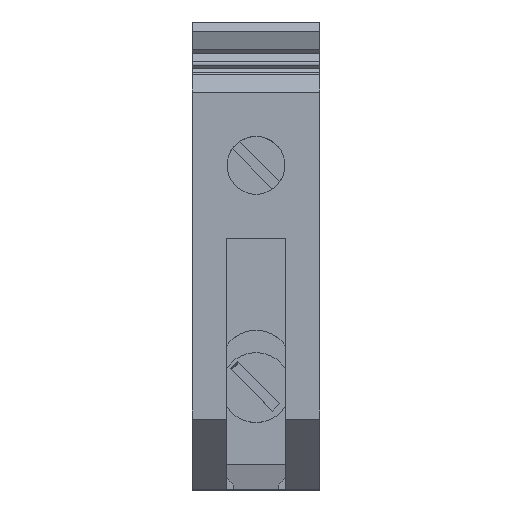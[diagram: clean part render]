
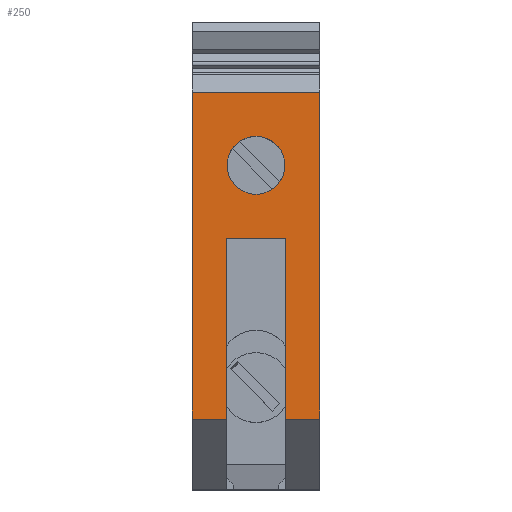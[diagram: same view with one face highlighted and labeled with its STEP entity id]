
A CAD part, top view. The second image highlights one B-rep face of the part: STEP entity #250.
In plain terms, the highlighted planar face has unit normal (0, 0, 1).
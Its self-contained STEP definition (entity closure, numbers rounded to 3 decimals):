
#250=ADVANCED_FACE('',(#613,#614),#615,.T.);
#613=FACE_OUTER_BOUND('',#1090,.T.);
#614=FACE_BOUND('',#1091,.T.);
#615=PLANE('',#1092);
#1090=EDGE_LOOP('',(#1846,#1847,#1848,#1849,#1850,#1851,#1852,#1853));
#1091=EDGE_LOOP('',(#1854,#1855));
#1092=AXIS2_PLACEMENT_3D('',#1856,#1857,#1858);
#1846=ORIENTED_EDGE('',*,*,#3196,.T.);
#1847=ORIENTED_EDGE('',*,*,#3096,.T.);
#1848=ORIENTED_EDGE('',*,*,#3026,.F.);
#1849=ORIENTED_EDGE('',*,*,#3084,.F.);
#1850=ORIENTED_EDGE('',*,*,#3193,.F.);
#1851=ORIENTED_EDGE('',*,*,#3197,.T.);
#1852=ORIENTED_EDGE('',*,*,#3198,.T.);
#1853=ORIENTED_EDGE('',*,*,#3199,.F.);
#1854=ORIENTED_EDGE('',*,*,#3200,.T.);
#1855=ORIENTED_EDGE('',*,*,#3201,.T.);
#1856=CARTESIAN_POINT('',(14.1,32.75,49.8));
#1857=DIRECTION('',(0.,0.,1.0));
#1858=DIRECTION('',(0.,-1.0,0.));
#3026=EDGE_CURVE('',#3673,#3669,#3675,.T.);
#3084=EDGE_CURVE('',#3766,#3673,#3768,.T.);
#3096=EDGE_CURVE('',#3786,#3669,#3787,.T.);
#3193=EDGE_CURVE('',#3959,#3766,#3960,.T.);
#3196=EDGE_CURVE('',#3963,#3786,#3964,.T.);
#3197=EDGE_CURVE('',#3959,#3965,#3966,.T.);
#3198=EDGE_CURVE('',#3965,#3967,#3968,.T.);
#3199=EDGE_CURVE('',#3963,#3967,#3969,.T.);
#3200=EDGE_CURVE('',#3970,#3971,#3972,.T.);
#3201=EDGE_CURVE('',#3971,#3970,#3973,.T.);
#3669=VERTEX_POINT('',#4598);
#3673=VERTEX_POINT('',#4604);
#3675=LINE('',#4607,#4608);
#3766=VERTEX_POINT('',#4738);
#3768=LINE('',#4741,#4742);
#3786=VERTEX_POINT('',#4768);
#3787=LINE('',#4769,#4770);
#3959=VERTEX_POINT('',#5014);
#3960=LINE('',#5015,#5016);
#3963=VERTEX_POINT('',#5020);
#3964=LINE('',#5021,#5022);
#3965=VERTEX_POINT('',#5023);
#3966=LINE('',#5024,#5025);
#3967=VERTEX_POINT('',#5026);
#3968=LINE('',#5027,#5028);
#3969=LINE('',#5029,#5030);
#3970=VERTEX_POINT('',#5031);
#3971=VERTEX_POINT('',#5032);
#3972=CIRCLE('',#5033,3.4);
#3973=CIRCLE('',#5034,3.4);
#4598=CARTESIAN_POINT('',(0.,8.25,49.8));
#4604=CARTESIAN_POINT('',(4.,8.25,49.8));
#4607=CARTESIAN_POINT('',(7.5,8.25,49.8));
#4608=VECTOR('',#5804,1.0);
#4738=CARTESIAN_POINT('',(4.,29.5,49.8));
#4741=CARTESIAN_POINT('',(4.,-34.597,49.8));
#4742=VECTOR('',#5860,1.0);
#4768=CARTESIAN_POINT('',(0.,46.65,49.8));
#4769=CARTESIAN_POINT('',(0.,-34.597,49.8));
#4770=VECTOR('',#5872,1.0);
#5014=CARTESIAN_POINT('',(11.0,29.5,49.8));
#5015=CARTESIAN_POINT('',(7.5,29.5,49.8));
#5016=VECTOR('',#5990,1.0);
#5020=CARTESIAN_POINT('',(15.0,46.65,49.8));
#5021=CARTESIAN_POINT('',(7.5,46.65,49.8));
#5022=VECTOR('',#5992,1.0);
#5023=CARTESIAN_POINT('',(11.0,8.25,49.8));
#5024=CARTESIAN_POINT('',(11.0,-34.597,49.8));
#5025=VECTOR('',#5993,1.0);
#5026=CARTESIAN_POINT('',(15.0,8.25,49.8));
#5027=CARTESIAN_POINT('',(7.5,8.25,49.8));
#5028=VECTOR('',#5994,1.0);
#5029=CARTESIAN_POINT('',(15.0,-34.597,49.8));
#5030=VECTOR('',#5995,1.0);
#5031=CARTESIAN_POINT('',(7.5,34.65,49.8));
#5032=CARTESIAN_POINT('',(7.5,41.45,49.8));
#5033=AXIS2_PLACEMENT_3D('',#5996,#5997,#5998);
#5034=AXIS2_PLACEMENT_3D('',#5999,#6000,#6001);
#5804=DIRECTION('',(-1.0,0.,0.));
#5860=DIRECTION('',(0.,-1.0,0.));
#5872=DIRECTION('',(0.,-1.0,0.));
#5990=DIRECTION('',(-1.0,0.,0.));
#5992=DIRECTION('',(-1.0,0.,0.));
#5993=DIRECTION('',(0.,-1.0,0.));
#5994=DIRECTION('',(1.0,0.,0.));
#5995=DIRECTION('',(0.,-1.0,0.));
#5996=CARTESIAN_POINT('',(7.5,38.05,49.8));
#5997=DIRECTION('',(0.,0.,-1.0));
#5998=DIRECTION('',(0.,1.0,0.));
#5999=CARTESIAN_POINT('',(7.5,38.05,49.8));
#6000=DIRECTION('',(0.,0.,-1.0));
#6001=DIRECTION('',(0.,1.0,0.));
